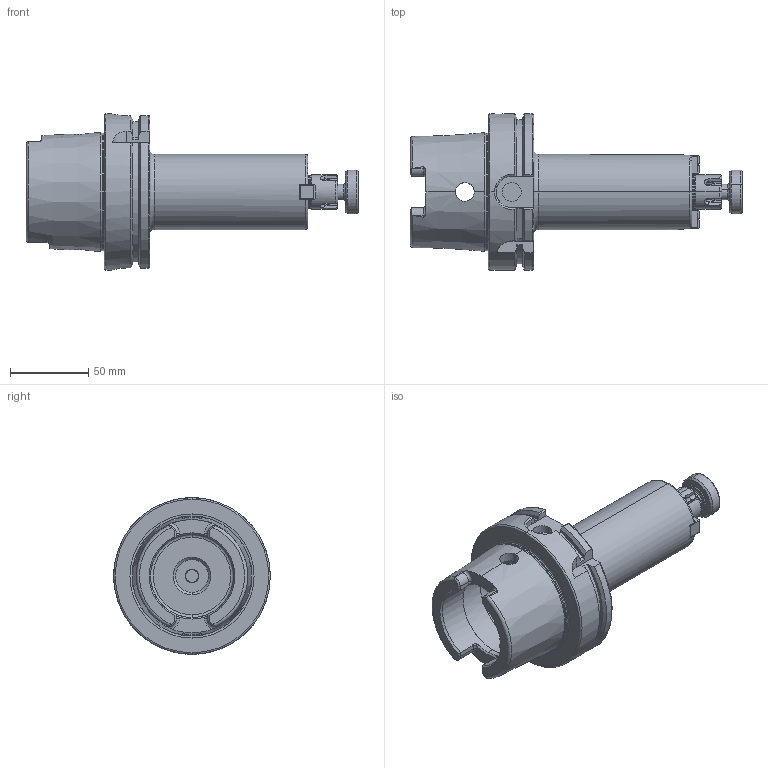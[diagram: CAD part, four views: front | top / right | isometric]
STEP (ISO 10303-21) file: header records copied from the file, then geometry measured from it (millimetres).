
FILE_DESCRIPTION (( 'STEP AP203' ), '1' );
FILE_NAME ('91100A-AS522130.STEP', '2017-09-01T09:10:47', ( '' ), ( '' ), 'SwSTEP 2.0', 'SolidWorks 2009', '' );
FILE_SCHEMA (( 'CONFIG_CONTROL_DESIGN' ));
Length unit declared in the file: millimetre
Products named in the file (9): CCS-M10-22-1 LONG; CCS-M10-22-2; 91100A-AS522130; HSKA100SMS22130TCWW; CCS-M10-22; CCS-M10-22 LONG; CCS-M8-16-1; M5X12_DIN 912 M5 x 12 --- 12N; KEY 10x12x10 - 22
Assembly tree (10 placements, depth 4):
  91100A-AS522130
    KEY 10x12x10 - 22  x2
    HSKA100SMS22130TCWW
    M5X12_DIN 912 M5 x 12 --- 12N  x2
    CCS-M10-22
      CCS-M10-22 LONG
        CCS-M10-22-2
        CCS-M10-22-1 LONG
      CCS-M8-16-1
Bounding box: 212 x 100 x 100 mm (x, y, z)
Volume: 444955.5 mm3; surface area: 77233.8 mm2
Topology: 8 solids, 8 shells, 429 faces, 1044 edges, 628 vertices
Faces by surface type: plane 181, cylinder 106, cone 69, torus 55, bspline 10, sphere 8
Entity records: 13888 total; most frequent: CARTESIAN_POINT 4205, DIRECTION 1836, ORIENTED_EDGE 1816, EDGE_CURVE 908, AXIS2_PLACEMENT_3D 719, VERTEX_POINT 555, EDGE_LOOP 401, LINE 398
